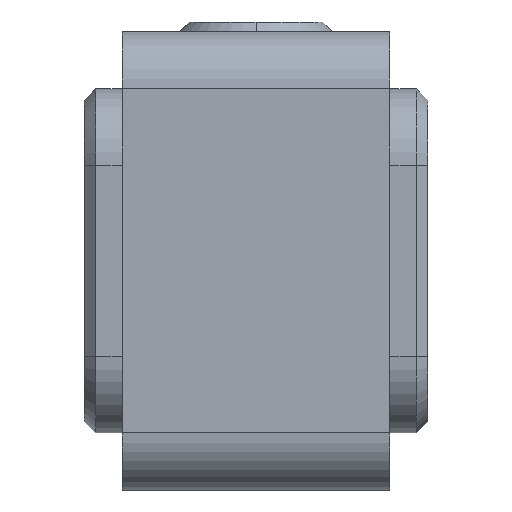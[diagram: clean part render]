
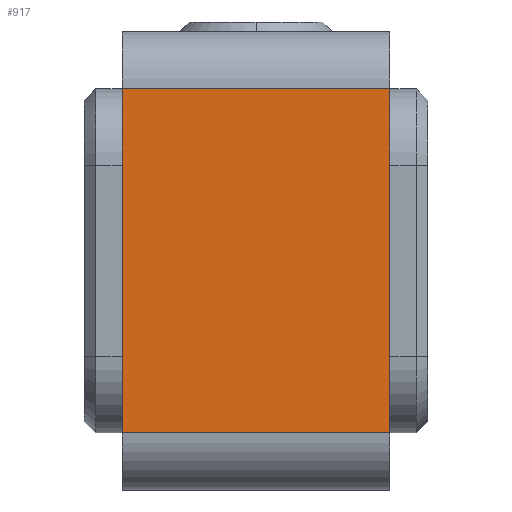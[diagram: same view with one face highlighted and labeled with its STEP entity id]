
A CAD part, left-side view. The second image highlights one B-rep face of the part: STEP entity #917.
In plain terms, the highlighted planar face has unit normal (-1, 0, 0).
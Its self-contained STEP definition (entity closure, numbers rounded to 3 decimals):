
#46 = CARTESIAN_POINT ( 'NONE',  ( -10., 14., -9. ) ) ;
#51 = CARTESIAN_POINT ( 'NONE',  ( -10., 0., -9. ) ) ;
#54 = EDGE_CURVE ( 'NONE', #1207, #1032, #168, .T. ) ;
#57 = CARTESIAN_POINT ( 'NONE',  ( -10., 14., 9. ) ) ;
#76 = EDGE_CURVE ( 'NONE', #1004, #1423, #403, .T. ) ;
#130 = DIRECTION ( 'NONE',  ( 1., 0., 0. ) ) ;
#144 = LINE ( 'NONE', #724, #155 ) ;
#155 = VECTOR ( 'NONE', #1408, 1000. ) ;
#168 = LINE ( 'NONE', #57, #1228 ) ;
#240 = CARTESIAN_POINT ( 'NONE',  ( -10., 14., 0. ) ) ;
#379 = CARTESIAN_POINT ( 'NONE',  ( -10., 0., -9. ) ) ;
#397 = VECTOR ( 'NONE', #415, 1000. ) ;
#403 = LINE ( 'NONE', #51, #397 ) ;
#415 = DIRECTION ( 'NONE',  ( 0., -1., 0. ) ) ;
#423 = VECTOR ( 'NONE', #661, 1000. ) ;
#537 = CARTESIAN_POINT ( 'NONE',  ( -10., 0., 9. ) ) ;
#552 = EDGE_CURVE ( 'NONE', #1423, #1207, #1461, .T. ) ;
#661 = DIRECTION ( 'NONE',  ( 0., 0., 1. ) ) ;
#686 = PLANE ( 'NONE',  #778 ) ;
#724 = CARTESIAN_POINT ( 'NONE',  ( -10., 14., 0. ) ) ;
#778 = AXIS2_PLACEMENT_3D ( 'NONE', #240, #130, #1127 ) ;
#795 = FACE_OUTER_BOUND ( 'NONE', #1462, .T. ) ;
#861 = ORIENTED_EDGE ( 'NONE', *, *, #552, .T. ) ;
#864 = DIRECTION ( 'NONE',  ( 0., 1., 0. ) ) ;
#881 = ORIENTED_EDGE ( 'NONE', *, *, #54, .T. ) ;
#917 = ADVANCED_FACE ( 'NONE', ( #795 ), #686, .F. ) ;
#1004 = VERTEX_POINT ( 'NONE', #46 ) ;
#1032 = VERTEX_POINT ( 'NONE', #1071 ) ;
#1071 = CARTESIAN_POINT ( 'NONE',  ( -10., 14., 9. ) ) ;
#1087 = EDGE_CURVE ( 'NONE', #1004, #1032, #144, .T. ) ;
#1095 = ORIENTED_EDGE ( 'NONE', *, *, #1087, .F. ) ;
#1127 = DIRECTION ( 'NONE',  ( 0., 0., -1. ) ) ;
#1207 = VERTEX_POINT ( 'NONE', #537 ) ;
#1228 = VECTOR ( 'NONE', #864, 1000. ) ;
#1408 = DIRECTION ( 'NONE',  ( 0., 0., 1. ) ) ;
#1423 = VERTEX_POINT ( 'NONE', #379 ) ;
#1461 = LINE ( 'NONE', #1471, #423 ) ;
#1462 = EDGE_LOOP ( 'NONE', ( #861, #881, #1095, #1472 ) ) ;
#1471 = CARTESIAN_POINT ( 'NONE',  ( -10., 0., 0. ) ) ;
#1472 = ORIENTED_EDGE ( 'NONE', *, *, #76, .T. ) ;
